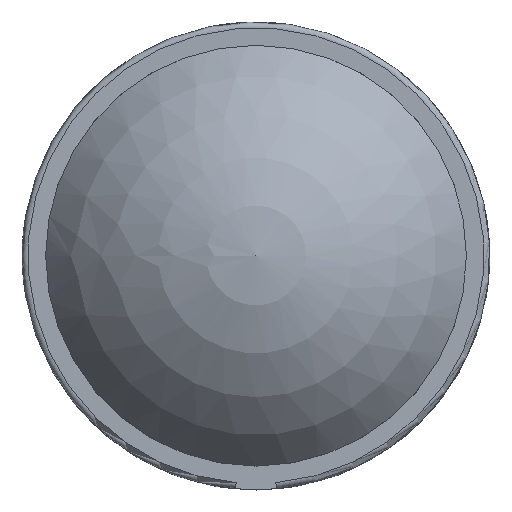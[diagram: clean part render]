
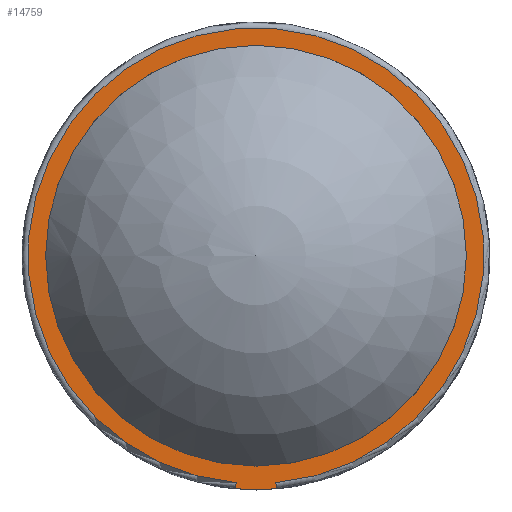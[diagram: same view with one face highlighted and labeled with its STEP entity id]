
A CAD part, top view. The second image highlights one B-rep face of the part: STEP entity #14759.
In plain terms, the highlighted planar face has unit normal (0, 0, 1).
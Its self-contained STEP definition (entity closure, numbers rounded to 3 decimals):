
#212=FACE_BOUND('',#3120,.T.);
#1014=PLANE('',#16658);
#2015=FACE_OUTER_BOUND('',#3119,.T.);
#3119=EDGE_LOOP('',(#12786,#12787,#12788,#12789));
#3120=EDGE_LOOP('',(#12790));
#4017=LINE('',#25025,#5186);
#4022=LINE('',#25079,#5191);
#5186=VECTOR('',#20786,10.);
#5191=VECTOR('',#20809,10.);
#6434=CIRCLE('',#16651,11.8);
#6438=CIRCLE('',#16656,11.5);
#6439=CIRCLE('',#16659,10.616);
#7457=VERTEX_POINT('',#25023);
#7458=VERTEX_POINT('',#25024);
#7460=VERTEX_POINT('',#25030);
#7464=VERTEX_POINT('',#25075);
#7465=VERTEX_POINT('',#25081);
#9274=EDGE_CURVE('',#7457,#7458,#4017,.T.);
#9277=EDGE_CURVE('',#7458,#7460,#6434,.T.);
#9285=EDGE_CURVE('',#7464,#7457,#6438,.T.);
#9286=EDGE_CURVE('',#7460,#7464,#4022,.T.);
#9287=EDGE_CURVE('',#7465,#7465,#6439,.T.);
#12786=ORIENTED_EDGE('',*,*,#9285,.F.);
#12787=ORIENTED_EDGE('',*,*,#9286,.F.);
#12788=ORIENTED_EDGE('',*,*,#9277,.F.);
#12789=ORIENTED_EDGE('',*,*,#9274,.F.);
#12790=ORIENTED_EDGE('',*,*,#9287,.T.);
#14759=ADVANCED_FACE('',(#2015,#212),#1014,.T.);
#16651=AXIS2_PLACEMENT_3D('',#25031,#20792,#20793);
#16656=AXIS2_PLACEMENT_3D('',#25077,#20805,#20806);
#16658=AXIS2_PLACEMENT_3D('',#25080,#20810,#20811);
#16659=AXIS2_PLACEMENT_3D('',#25082,#20812,#20813);
#20786=DIRECTION('',(0.087,-0.996,0.));
#20792=DIRECTION('center_axis',(0.,0.,-1.));
#20793=DIRECTION('ref_axis',(1.,0.,0.));
#20805=DIRECTION('center_axis',(0.,0.,-1.));
#20806=DIRECTION('ref_axis',(0.,1.,0.));
#20809=DIRECTION('',(0.087,0.996,0.));
#20810=DIRECTION('center_axis',(0.,0.,1.));
#20811=DIRECTION('ref_axis',(1.,0.,0.));
#20812=DIRECTION('center_axis',(0.,0.,-1.));
#20813=DIRECTION('ref_axis',(1.,0.,0.));
#25023=CARTESIAN_POINT('',(1.002,-11.456,6.9));
#25024=CARTESIAN_POINT('',(1.028,-11.755,6.9));
#25025=CARTESIAN_POINT('',(1.,-11.429,6.9));
#25030=CARTESIAN_POINT('',(-1.028,-11.755,6.9));
#25031=CARTESIAN_POINT('Origin',(0.,0.,6.9));
#25075=CARTESIAN_POINT('',(-1.002,-11.456,6.9));
#25077=CARTESIAN_POINT('Origin',(0.,0.,6.9));
#25079=CARTESIAN_POINT('',(-0.948,-10.839,6.9));
#25080=CARTESIAN_POINT('Origin',(0.,0.,6.9));
#25081=CARTESIAN_POINT('',(-10.616,0.,6.9));
#25082=CARTESIAN_POINT('Origin',(0.,0.,6.9));
